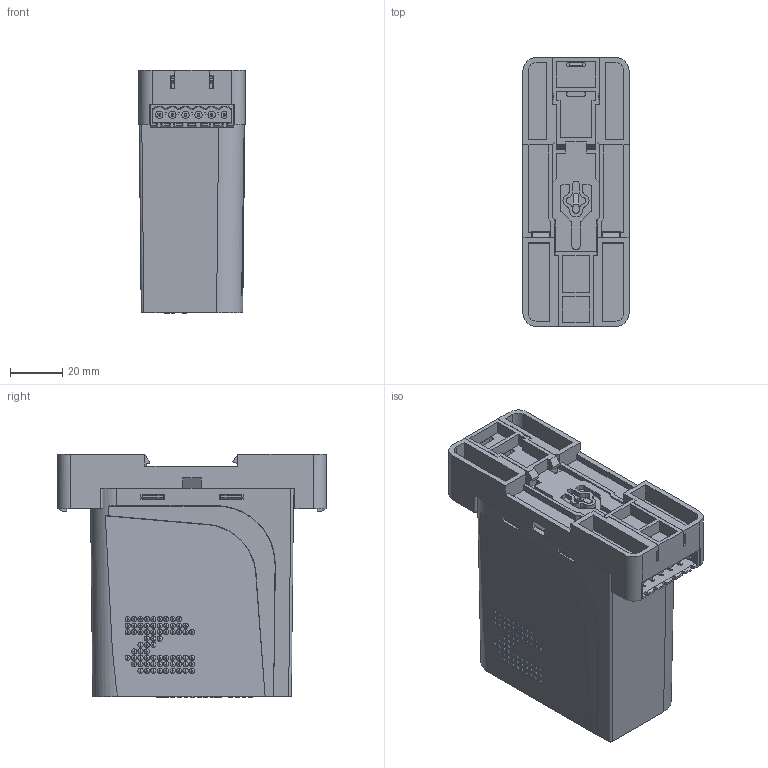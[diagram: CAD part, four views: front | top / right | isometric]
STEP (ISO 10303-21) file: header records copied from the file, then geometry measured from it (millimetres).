
FILE_DESCRIPTION((''),'2;1');
FILE_NAME('DB_CAD6689_307FT0220_SW0001','2019-08-14T14:41:20',('cmozuch'),(''),'CREO PARAMETRIC BY PTC INC, 2018420','CREO PARAMETRIC BY PTC INC, 2018420','');
FILE_SCHEMA(('CONFIG_CONTROL_DESIGN','SHAPE_APPEARANCE_LAYERS_GROUPS'));
Products named in the file (1): DB_CAD6689_307FT0220_SW0001
Bounding box: 40.55 x 102.7 x 92.97 mm (x, y, z)
Volume: 61776.7 mm3; surface area: 68988.8 mm2
Topology: 4 solids, 4 shells, 2760 faces, 7421 edges, 4886 vertices
Faces by surface type: plane 1882, cylinder 491, extrusion 187, bspline 140, torus 32, cone 20, sphere 8
Entity records: 113392 total; most frequent: CARTESIAN_POINT 22964, ORIENTED_EDGE 14826, DIRECTION 13389, EDGE_CURVE 7413, VECTOR 5305, LINE 5118, VERTEX_POINT 4886, AXIS2_PLACEMENT_3D 4042
